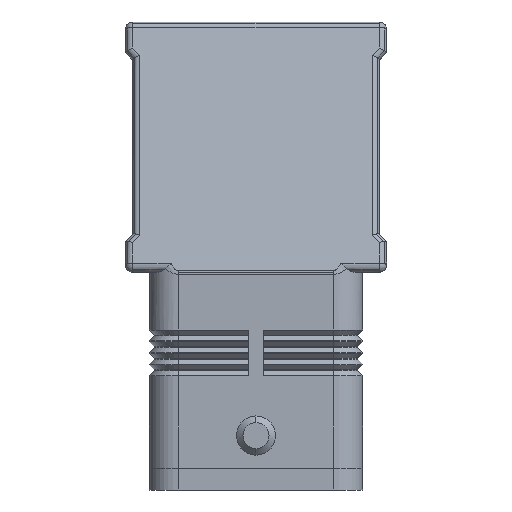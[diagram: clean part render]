
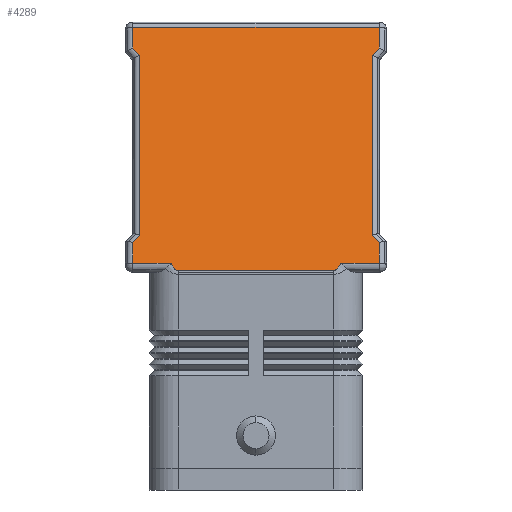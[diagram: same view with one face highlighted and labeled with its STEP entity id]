
A CAD part, left-side view. The second image highlights one B-rep face of the part: STEP entity #4289.
In plain terms, the highlighted planar face has unit normal (-0.968, 0, 0.252).
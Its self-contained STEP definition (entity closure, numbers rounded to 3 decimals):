
#317=CARTESIAN_POINT('',(-31.173,-17.0,31.252));
#318=VERTEX_POINT('',#317);
#326=CARTESIAN_POINT('',(-31.173,-11.69,31.252));
#327=VERTEX_POINT('',#326);
#328=CARTESIAN_POINT('',(-31.173,-17.0,31.252));
#329=DIRECTION('',(0.0,1.0,0.0));
#330=VECTOR('',#329,5.31);
#331=LINE('',#328,#330);
#332=EDGE_CURVE('',#318,#327,#331,.T.);
#482=CARTESIAN_POINT('',(-31.173,11.69,31.252));
#483=VERTEX_POINT('',#482);
#499=CARTESIAN_POINT('',(-31.173,17.0,31.252));
#500=VERTEX_POINT('',#499);
#501=CARTESIAN_POINT('',(-31.173,11.69,31.252));
#502=DIRECTION('',(0.0,1.0,0.0));
#503=VECTOR('',#502,5.31);
#504=LINE('',#501,#503);
#505=EDGE_CURVE('',#483,#500,#504,.T.);
#1028=CARTESIAN_POINT('',(-22.695,17.0,63.752));
#1029=VERTEX_POINT('',#1028);
#1037=CARTESIAN_POINT('',(-22.695,-17.0,63.752));
#1038=VERTEX_POINT('',#1037);
#1039=CARTESIAN_POINT('',(-22.695,17.0,63.752));
#1040=DIRECTION('',(0.0,-1.0,0.0));
#1041=VECTOR('',#1040,34.0);
#1042=LINE('',#1039,#1041);
#1043=EDGE_CURVE('',#1029,#1038,#1042,.T.);
#1791=CARTESIAN_POINT('',(-31.435,-10.7,30.248));
#1792=VERTEX_POINT('',#1791);
#1800=CARTESIAN_POINT('',(-31.435,10.7,30.248));
#1801=VERTEX_POINT('',#1800);
#1802=CARTESIAN_POINT('',(-31.435,-10.7,30.248));
#1803=DIRECTION('',(0.0,1.0,0.0));
#1804=VECTOR('',#1803,21.4);
#1805=LINE('',#1802,#1804);
#1806=EDGE_CURVE('',#1792,#1801,#1805,.T.);
#3994=CARTESIAN_POINT('',(-29.435,-10.7,37.915));
#3995=DIRECTION('',(0.968,0.0,-0.252));
#3996=DIRECTION('',(-0.252,0.0,-0.968));
#3997=AXIS2_PLACEMENT_3D('',#3994,#3995,#3996);
#3998=ELLIPSE('',#3997,7.923,2.0);
#3999=EDGE_CURVE('',#327,#1792,#3998,.T.);
#4190=CARTESIAN_POINT('',(-29.435,10.7,37.915));
#4191=DIRECTION('',(0.968,0.0,-0.252));
#4192=DIRECTION('',(-0.252,0.0,-0.968));
#4193=AXIS2_PLACEMENT_3D('',#4190,#4191,#4192);
#4194=ELLIPSE('',#4193,7.923,2.0);
#4195=EDGE_CURVE('',#1801,#483,#4194,.T.);
#4200=CARTESIAN_POINT('',(-22.5,0.0,64.5));
#4201=DIRECTION('',(-0.968,0.0,0.252));
#4202=DIRECTION('',(0.252,0.0,0.968));
#4203=AXIS2_PLACEMENT_3D('',#4200,#4201,#4202);
#4204=PLANE('',#4203);
#4205=ORIENTED_EDGE('',*,*,#505,.F.);
#4206=ORIENTED_EDGE('',*,*,#4195,.F.);
#4207=ORIENTED_EDGE('',*,*,#1806,.F.);
#4208=ORIENTED_EDGE('',*,*,#3999,.F.);
#4209=ORIENTED_EDGE('',*,*,#332,.F.);
#4210=CARTESIAN_POINT('',(-30.434,-17.0,34.088));
#4211=VERTEX_POINT('',#4210);
#4212=CARTESIAN_POINT('',(-30.434,-17.0,34.088));
#4213=DIRECTION('',(-0.252,0.0,-0.968));
#4214=VECTOR('',#4213,2.931);
#4215=LINE('',#4212,#4214);
#4216=EDGE_CURVE('',#4211,#318,#4215,.T.);
#4217=ORIENTED_EDGE('',*,*,#4216,.F.);
#4218=CARTESIAN_POINT('',(-30.173,-16.,35.088));
#4219=VERTEX_POINT('',#4218);
#4220=CARTESIAN_POINT('',(-30.173,-16.,35.088));
#4221=DIRECTION('',(-0.181,-0.695,-0.695));
#4222=VECTOR('',#4221,1.438);
#4223=LINE('',#4220,#4222);
#4224=EDGE_CURVE('',#4219,#4211,#4223,.T.);
#4225=ORIENTED_EDGE('',*,*,#4224,.F.);
#4226=CARTESIAN_POINT('',(-23.696,-16.,59.917));
#4227=VERTEX_POINT('',#4226);
#4228=CARTESIAN_POINT('',(-23.696,-16.,59.917));
#4229=DIRECTION('',(-0.252,0.,-0.968));
#4230=VECTOR('',#4229,25.659);
#4231=LINE('',#4228,#4230);
#4232=EDGE_CURVE('',#4227,#4219,#4231,.T.);
#4233=ORIENTED_EDGE('',*,*,#4232,.F.);
#4234=CARTESIAN_POINT('',(-23.435,-17.0,60.917));
#4235=VERTEX_POINT('',#4234);
#4236=CARTESIAN_POINT('',(-23.435,-17.0,60.917));
#4237=DIRECTION('',(-0.181,0.695,-0.695));
#4238=VECTOR('',#4237,1.438);
#4239=LINE('',#4236,#4238);
#4240=EDGE_CURVE('',#4235,#4227,#4239,.T.);
#4241=ORIENTED_EDGE('',*,*,#4240,.F.);
#4242=CARTESIAN_POINT('',(-22.695,-17.0,63.752));
#4243=DIRECTION('',(-0.252,0.0,-0.968));
#4244=VECTOR('',#4243,2.931);
#4245=LINE('',#4242,#4244);
#4246=EDGE_CURVE('',#1038,#4235,#4245,.T.);
#4247=ORIENTED_EDGE('',*,*,#4246,.F.);
#4248=ORIENTED_EDGE('',*,*,#1043,.F.);
#4249=CARTESIAN_POINT('',(-23.435,17.0,60.917));
#4250=VERTEX_POINT('',#4249);
#4251=CARTESIAN_POINT('',(-23.435,17.0,60.917));
#4252=DIRECTION('',(0.252,0.0,0.968));
#4253=VECTOR('',#4252,2.931);
#4254=LINE('',#4251,#4253);
#4255=EDGE_CURVE('',#4250,#1029,#4254,.T.);
#4256=ORIENTED_EDGE('',*,*,#4255,.F.);
#4257=CARTESIAN_POINT('',(-23.696,16.,59.917));
#4258=VERTEX_POINT('',#4257);
#4259=CARTESIAN_POINT('',(-23.696,16.,59.917));
#4260=DIRECTION('',(0.181,0.695,0.695));
#4261=VECTOR('',#4260,1.438);
#4262=LINE('',#4259,#4261);
#4263=EDGE_CURVE('',#4258,#4250,#4262,.T.);
#4264=ORIENTED_EDGE('',*,*,#4263,.F.);
#4265=CARTESIAN_POINT('',(-30.173,16.,35.088));
#4266=VERTEX_POINT('',#4265);
#4267=CARTESIAN_POINT('',(-30.173,16.,35.088));
#4268=DIRECTION('',(0.252,0.,0.968));
#4269=VECTOR('',#4268,25.659);
#4270=LINE('',#4267,#4269);
#4271=EDGE_CURVE('',#4266,#4258,#4270,.T.);
#4272=ORIENTED_EDGE('',*,*,#4271,.F.);
#4273=CARTESIAN_POINT('',(-30.434,17.,34.088));
#4274=VERTEX_POINT('',#4273);
#4275=CARTESIAN_POINT('',(-30.434,17.,34.088));
#4276=DIRECTION('',(0.181,-0.695,0.695));
#4277=VECTOR('',#4276,1.438);
#4278=LINE('',#4275,#4277);
#4279=EDGE_CURVE('',#4274,#4266,#4278,.T.);
#4280=ORIENTED_EDGE('',*,*,#4279,.F.);
#4281=CARTESIAN_POINT('',(-31.173,17.0,31.252));
#4282=DIRECTION('',(0.252,0.,0.968));
#4283=VECTOR('',#4282,2.931);
#4284=LINE('',#4281,#4283);
#4285=EDGE_CURVE('',#500,#4274,#4284,.T.);
#4286=ORIENTED_EDGE('',*,*,#4285,.F.);
#4287=EDGE_LOOP('',(#4205,#4206,#4207,#4208,#4209,#4217,#4225,#4233,#4241,#4247,#4248,#4256,#4264,#4272,#4280,#4286));
#4288=FACE_OUTER_BOUND('',#4287,.T.);
#4289=ADVANCED_FACE('',(#4288),#4204,.T.);
